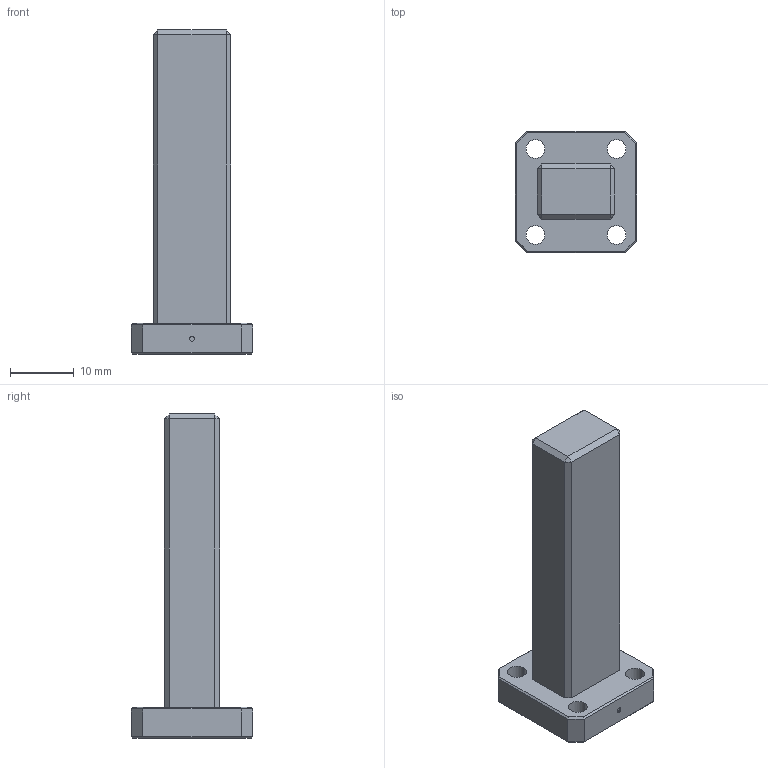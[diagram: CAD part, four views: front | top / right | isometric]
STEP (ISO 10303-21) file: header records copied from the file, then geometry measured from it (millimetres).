
FILE_DESCRIPTION (( 'STEP AP214' ), '1' );
FILE_NAME ('WL-AL-NP-S, Defeatured.STEP', '2024-04-09T00:08:26', ( '' ), ( '' ), 'SwSTEP 2.0', 'SolidWorks 2021', '' );
FILE_SCHEMA (( 'AUTOMOTIVE_DESIGN' ));
Length unit declared in the file: inch
Products named in the file (1): WL-AL-NP-S, Defeatured
Bounding box: 19.05 x 19.05 x 50.8 mm (x, y, z)
Volume: 6354.3 mm3; surface area: 2984.7 mm2
Topology: 1 solids, 1 shells, 62 faces, 140 edges, 84 vertices
Faces by surface type: plane 50, cylinder 12
Entity records: 1740 total; most frequent: DIRECTION 290, CARTESIAN_POINT 287, ORIENTED_EDGE 280, EDGE_CURVE 140, LINE 116, VECTOR 116, AXIS2_PLACEMENT_3D 87, VERTEX_POINT 84
